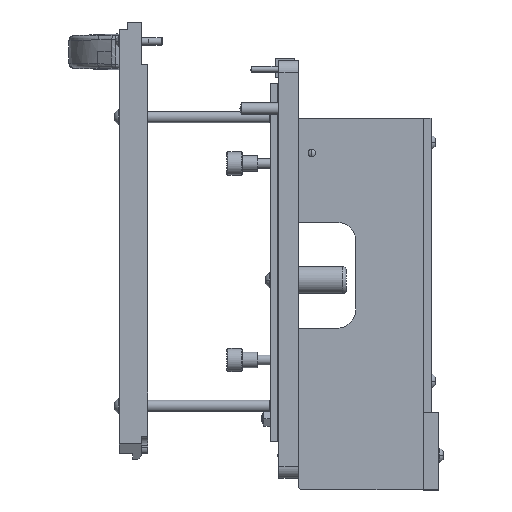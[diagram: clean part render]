
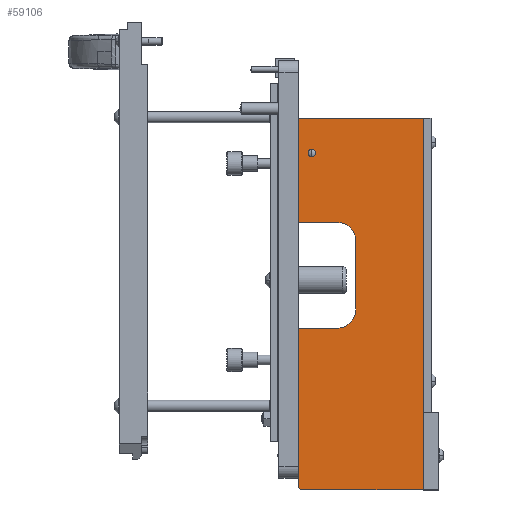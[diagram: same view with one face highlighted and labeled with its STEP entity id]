
A CAD part, left-side view. The second image highlights one B-rep face of the part: STEP entity #59106.
In plain terms, the highlighted face is planar.
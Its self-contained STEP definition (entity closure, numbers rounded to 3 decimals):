
#967 = VECTOR ( 'NONE', #83409, 1000. ) ;
#1080 = VERTEX_POINT ( 'NONE', #60733 ) ;
#1167 = VERTEX_POINT ( 'NONE', #87542 ) ;
#2713 = VECTOR ( 'NONE', #84652, 1000. ) ;
#3755 = DIRECTION ( 'NONE',  ( 0., 1., 0. ) ) ;
#4047 = CARTESIAN_POINT ( 'NONE',  ( 5., 65., 96.5 ) ) ;
#5243 = VERTEX_POINT ( 'NONE', #17697 ) ;
#5339 = CARTESIAN_POINT ( 'NONE',  ( 5., 65., 96.5 ) ) ;
#5941 = CARTESIAN_POINT ( 'NONE',  ( 5., 65., 96.5 ) ) ;
#7194 = FACE_BOUND ( 'NONE', #17843, .T. ) ;
#8059 = LINE ( 'NONE', #19995, #2713 ) ;
#8637 = DIRECTION ( 'NONE',  ( 0., 0., -1. ) ) ;
#10134 = CARTESIAN_POINT ( 'NONE',  ( 5., 45., 2.5 ) ) ;
#10681 = DIRECTION ( 'NONE',  ( 0., -1., 0. ) ) ;
#10965 = CARTESIAN_POINT ( 'NONE',  ( 5., 65., -96.5 ) ) ;
#11296 = VERTEX_POINT ( 'NONE', #61088 ) ;
#11428 = CARTESIAN_POINT ( 'NONE',  ( 5., 65., 94.5 ) ) ;
#11853 = EDGE_CURVE ( 'NONE', #84707, #1080, #8059, .T. ) ;
#13515 = ORIENTED_EDGE ( 'NONE', *, *, #64007, .F. ) ;
#16221 = CARTESIAN_POINT ( 'NONE',  ( 5., 35., -32.5 ) ) ;
#16730 = CARTESIAN_POINT ( 'NONE',  ( 5., 65., -42.5 ) ) ;
#16765 = EDGE_CURVE ( 'NONE', #5243, #68356, #69949, .T. ) ;
#16769 = FACE_OUTER_BOUND ( 'NONE', #46286, .T. ) ;
#17697 = CARTESIAN_POINT ( 'NONE',  ( 5., 35., 2.5 ) ) ;
#17843 = EDGE_LOOP ( 'NONE', ( #74906, #86188 ) ) ;
#18014 = VERTEX_POINT ( 'NONE', #69112 ) ;
#18244 = EDGE_CURVE ( 'NONE', #84707, #1167, #84525, .T. ) ;
#19995 = CARTESIAN_POINT ( 'NONE',  ( 5., 65., 94.5 ) ) ;
#21651 = ORIENTED_EDGE ( 'NONE', *, *, #63340, .F. ) ;
#22501 = ORIENTED_EDGE ( 'NONE', *, *, #74297, .T. ) ;
#24010 = CARTESIAN_POINT ( 'NONE',  ( 5., 57.9, -78.5 ) ) ;
#24610 = DIRECTION ( 'NONE',  ( 0., 0., 1. ) ) ;
#25191 = DIRECTION ( 'NONE',  ( -1., 0., 0. ) ) ;
#26314 = LINE ( 'NONE', #4047, #39150 ) ;
#27097 = VECTOR ( 'NONE', #59287, 1000. ) ;
#27918 = CARTESIAN_POINT ( 'NONE',  ( 5., 45., -42.5 ) ) ;
#28953 = VERTEX_POINT ( 'NONE', #64724 ) ;
#29294 = CARTESIAN_POINT ( 'NONE',  ( 5., 0., 96.5 ) ) ;
#29443 = VECTOR ( 'NONE', #8637, 1000. ) ;
#31359 = VECTOR ( 'NONE', #42650, 1000. ) ;
#31530 = DIRECTION ( 'NONE',  ( 0., 0., 1. ) ) ;
#31813 = DIRECTION ( 'NONE',  ( -1., 0., 0. ) ) ;
#32360 = ORIENTED_EDGE ( 'NONE', *, *, #55150, .F. ) ;
#33177 = DIRECTION ( 'NONE',  ( -1., 0., 0. ) ) ;
#33463 = LINE ( 'NONE', #10965, #27097 ) ;
#33659 = CIRCLE ( 'NONE', #71293, 2. ) ;
#34852 = EDGE_CURVE ( 'NONE', #71283, #11296, #65958, .T. ) ;
#35289 = CARTESIAN_POINT ( 'NONE',  ( 5., 35., 2.5 ) ) ;
#35847 = VERTEX_POINT ( 'NONE', #16730 ) ;
#36506 = EDGE_CURVE ( 'NONE', #50116, #35847, #84946, .T. ) ;
#38254 = VERTEX_POINT ( 'NONE', #81366 ) ;
#39150 = VECTOR ( 'NONE', #10681, 1000. ) ;
#39393 = CARTESIAN_POINT ( 'NONE',  ( 5., 65., 12.5 ) ) ;
#41229 = CIRCLE ( 'NONE', #72925, 10. ) ;
#41757 = CARTESIAN_POINT ( 'NONE',  ( 5., 65., 96.5 ) ) ;
#42650 = DIRECTION ( 'NONE',  ( 0., 0., -1. ) ) ;
#43222 = EDGE_CURVE ( 'NONE', #38254, #11296, #33463, .T. ) ;
#45694 = CARTESIAN_POINT ( 'NONE',  ( 5., 45., -32.5 ) ) ;
#46286 = EDGE_LOOP ( 'NONE', ( #75328, #83142, #22501, #49002, #64962, #84677, #57586, #13515, #46397, #32360, #21651 ) ) ;
#46397 = ORIENTED_EDGE ( 'NONE', *, *, #16765, .F. ) ;
#47904 = VECTOR ( 'NONE', #73238, 1000. ) ;
#49002 = ORIENTED_EDGE ( 'NONE', *, *, #34852, .T. ) ;
#49856 = EDGE_CURVE ( 'NONE', #28953, #18014, #62232, .T. ) ;
#50116 = VERTEX_POINT ( 'NONE', #27918 ) ;
#53306 = PLANE ( 'NONE',  #57770 ) ;
#53484 = LINE ( 'NONE', #39393, #56715 ) ;
#55150 = EDGE_CURVE ( 'NONE', #86247, #5243, #41229, .T. ) ;
#56715 = VECTOR ( 'NONE', #74022, 1000. ) ;
#57238 = EDGE_CURVE ( 'NONE', #35847, #38254, #59256, .T. ) ;
#57586 = ORIENTED_EDGE ( 'NONE', *, *, #36506, .F. ) ;
#57770 = AXIS2_PLACEMENT_3D ( 'NONE', #5339, #33177, #88879 ) ;
#58689 = DIRECTION ( 'NONE',  ( 0., 0., -1. ) ) ;
#59106 = ADVANCED_FACE ( 'NONE', ( #7194, #16769 ), #53306, .F. ) ;
#59256 = LINE ( 'NONE', #41757, #31359 ) ;
#59262 = CARTESIAN_POINT ( 'NONE',  ( 5., 65., -42.5 ) ) ;
#59287 = DIRECTION ( 'NONE',  ( 0., -1., 0. ) ) ;
#59519 = AXIS2_PLACEMENT_3D ( 'NONE', #45694, #80342, #87246 ) ;
#60666 = EDGE_CURVE ( 'NONE', #18014, #28953, #33659, .T. ) ;
#60733 = CARTESIAN_POINT ( 'NONE',  ( 5., 63.845, 96.5 ) ) ;
#61088 = CARTESIAN_POINT ( 'NONE',  ( 5., 0., -96.5 ) ) ;
#62232 = CIRCLE ( 'NONE', #70736, 2. ) ;
#63166 = CARTESIAN_POINT ( 'NONE',  ( 5., 0., 96.5 ) ) ;
#63340 = EDGE_CURVE ( 'NONE', #1167, #86247, #53484, .T. ) ;
#64007 = EDGE_CURVE ( 'NONE', #68356, #50116, #74780, .T. ) ;
#64724 = CARTESIAN_POINT ( 'NONE',  ( 5., 57.9, -80.5 ) ) ;
#64962 = ORIENTED_EDGE ( 'NONE', *, *, #43222, .F. ) ;
#65335 = DIRECTION ( 'NONE',  ( 1., 0., 0. ) ) ;
#65958 = LINE ( 'NONE', #29294, #29443 ) ;
#68356 = VERTEX_POINT ( 'NONE', #16221 ) ;
#69112 = CARTESIAN_POINT ( 'NONE',  ( 5., 57.9, -76.5 ) ) ;
#69949 = LINE ( 'NONE', #35289, #967 ) ;
#70736 = AXIS2_PLACEMENT_3D ( 'NONE', #24010, #25191, #24610 ) ;
#71283 = VERTEX_POINT ( 'NONE', #63166 ) ;
#71293 = AXIS2_PLACEMENT_3D ( 'NONE', #79343, #31813, #31530 ) ;
#72925 = AXIS2_PLACEMENT_3D ( 'NONE', #10134, #65335, #58689 ) ;
#73238 = DIRECTION ( 'NONE',  ( 0., 0., -1. ) ) ;
#74022 = DIRECTION ( 'NONE',  ( 0., -1., 0. ) ) ;
#74297 = EDGE_CURVE ( 'NONE', #1080, #71283, #26314, .T. ) ;
#74780 = CIRCLE ( 'NONE', #59519, 10. ) ;
#74906 = ORIENTED_EDGE ( 'NONE', *, *, #60666, .T. ) ;
#75328 = ORIENTED_EDGE ( 'NONE', *, *, #18244, .F. ) ;
#77430 = VECTOR ( 'NONE', #3755, 1000. ) ;
#79343 = CARTESIAN_POINT ( 'NONE',  ( 5., 57.9, -78.5 ) ) ;
#80342 = DIRECTION ( 'NONE',  ( 1., 0., 0. ) ) ;
#81366 = CARTESIAN_POINT ( 'NONE',  ( 5., 65., -96.5 ) ) ;
#83142 = ORIENTED_EDGE ( 'NONE', *, *, #11853, .T. ) ;
#83409 = DIRECTION ( 'NONE',  ( 0., 0., -1. ) ) ;
#84525 = LINE ( 'NONE', #5941, #47904 ) ;
#84652 = DIRECTION ( 'NONE',  ( 0., -0.5, 0.866 ) ) ;
#84677 = ORIENTED_EDGE ( 'NONE', *, *, #57238, .F. ) ;
#84707 = VERTEX_POINT ( 'NONE', #11428 ) ;
#84946 = LINE ( 'NONE', #59262, #77430 ) ;
#86010 = CARTESIAN_POINT ( 'NONE',  ( 5., 45., 12.5 ) ) ;
#86188 = ORIENTED_EDGE ( 'NONE', *, *, #49856, .T. ) ;
#86247 = VERTEX_POINT ( 'NONE', #86010 ) ;
#87246 = DIRECTION ( 'NONE',  ( 0., 0., -1. ) ) ;
#87542 = CARTESIAN_POINT ( 'NONE',  ( 5., 65., 12.5 ) ) ;
#88879 = DIRECTION ( 'NONE',  ( 0., 0., 1. ) ) ;
